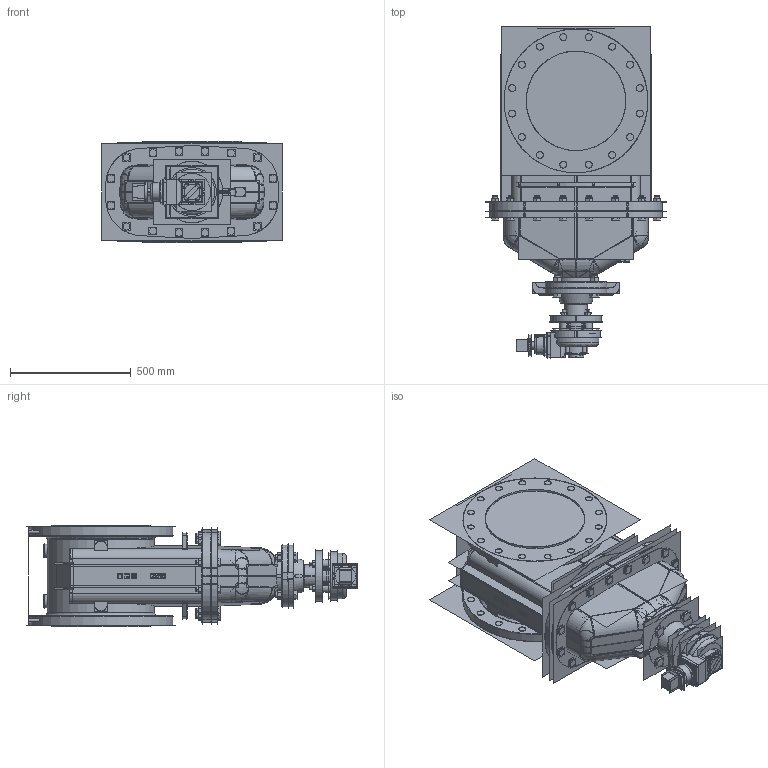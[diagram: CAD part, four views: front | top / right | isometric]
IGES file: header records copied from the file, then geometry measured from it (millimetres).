
Start section:  PTC IGES file: 16 nrs ff bevel gear assy website.igs
Global section: file name: 16 nrs ff bevel gear assy website.igs; native system: Pro/ENGINEER by Parametric Technology Corporation; preprocessor: 2010280; author: smm2; organization: Unknown; date: 20141113.130211; units: inch
Bounding box: 746.52 x 1376.05 x 422.66 mm (x, y, z)
Surface area: 12152778.2 mm2 (no closed solid volume)
Topology: 0 solids, 0 shells, 2944 faces, 40643 edges, 53018 vertices
Faces by surface type: bspline 1750, revolution 1194
